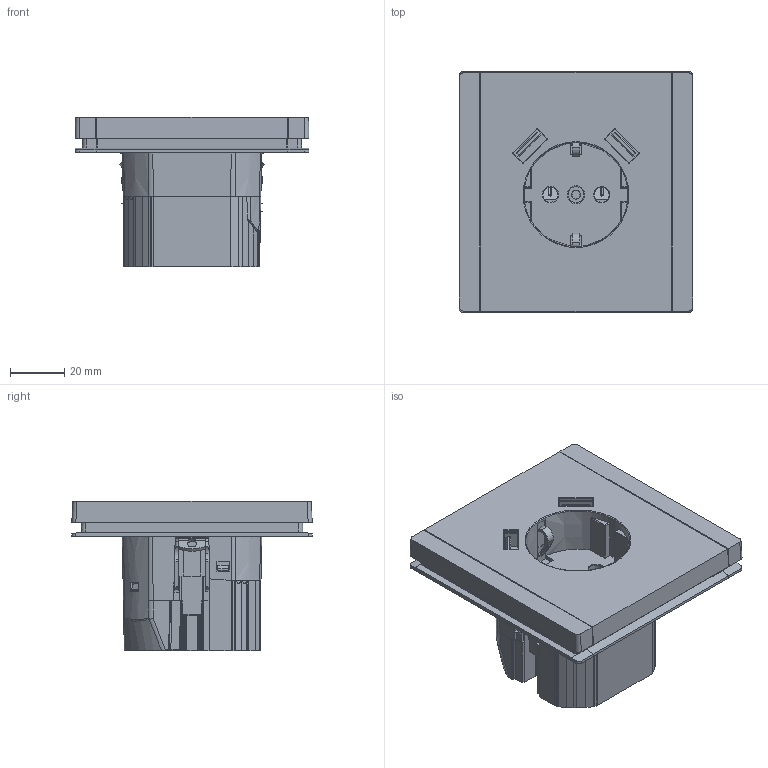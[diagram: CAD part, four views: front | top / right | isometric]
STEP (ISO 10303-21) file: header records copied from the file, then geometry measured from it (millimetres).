
FILE_DESCRIPTION (( 'STEP AP214' ), '1' );
FILE_NAME ('FORTE ðîçåòêà+USB A+A(1).STEP', '2025-03-12T13:04:55', ( '' ), ( '' ), 'SwSTEP 2.0', 'SolidWorks 2022', '' );
FILE_SCHEMA (( 'AUTOMOTIVE_DESIGN' ));
Length unit declared in the file: millimetre
Products named in the file (1): FORTE розетка+USB A+A(1)
Bounding box: 86.56 x 89 x 55.35 mm (x, y, z)
Volume: 167502.2 mm3; surface area: 51779.5 mm2
Topology: 1 solids, 62 shells, 2896 faces, 7993 edges, 5214 vertices
Faces by surface type: plane 2042, cylinder 585, bspline 102, cone 90, sphere 39, torus 38
Entity records: 95113 total; most frequent: CARTESIAN_POINT 24016, ORIENTED_EDGE 15960, DIRECTION 13156, EDGE_CURVE 7980, VECTOR 5750, LINE 5750, VERTEX_POINT 5210, AXIS2_PLACEMENT_3D 3703
